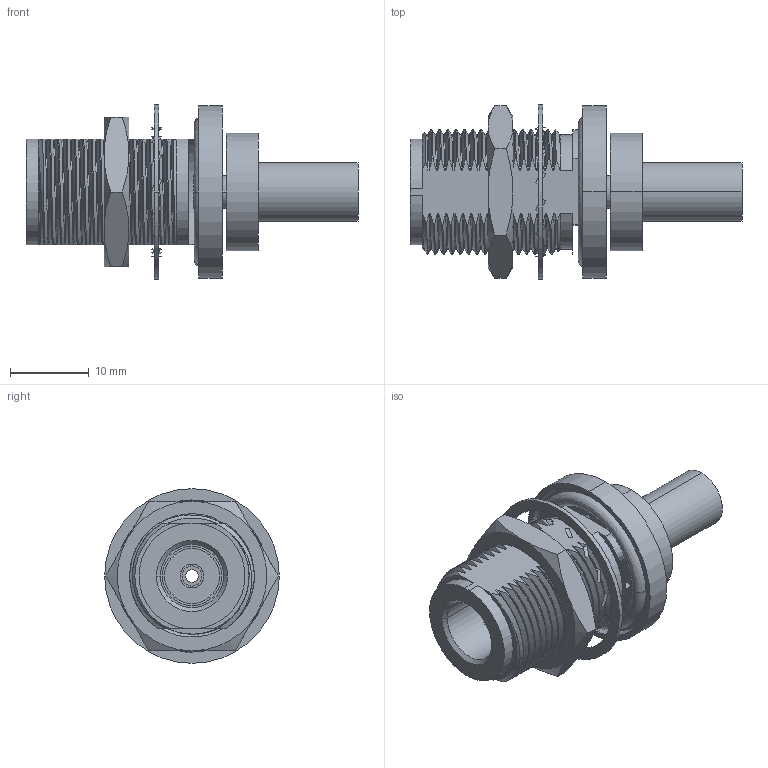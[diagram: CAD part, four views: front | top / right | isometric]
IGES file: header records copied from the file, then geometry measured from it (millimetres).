
Start section:  PTC IGES file: 82-6151-rfx.igs
Global section: file name: 82-6151-rfx.igs; native system: Pro/ENGINEER by Parametric Technology Corporation; preprocessor: 2010280; author: M.GOPI; organization: Unknown; date: 20120306.153444; units: millimetre
Bounding box: 42.27 x 22.22 x 22.22 mm (x, y, z)
Surface area: 4938.8 mm2 (no closed solid volume)
Topology: 0 solids, 0 shells, 245 faces, 1464 edges, 1464 vertices
Faces by surface type: bspline 129, revolution 116
